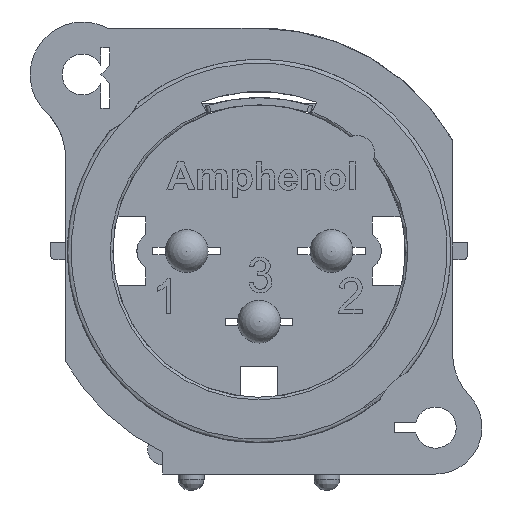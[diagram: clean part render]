
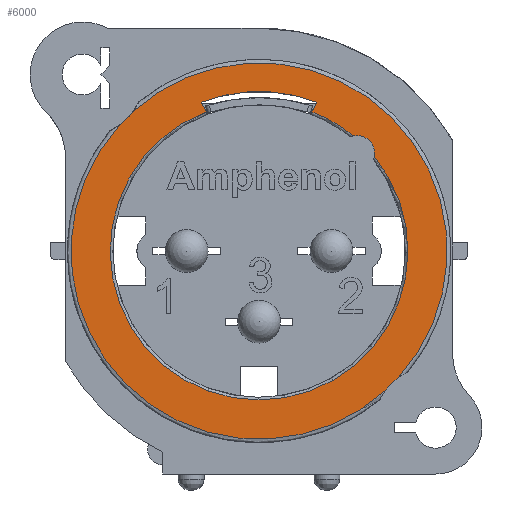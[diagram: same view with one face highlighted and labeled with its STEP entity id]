
A CAD part, left-side view. The second image highlights one B-rep face of the part: STEP entity #6000.
In plain terms, the highlighted planar face has unit normal (-1, 0, 0).
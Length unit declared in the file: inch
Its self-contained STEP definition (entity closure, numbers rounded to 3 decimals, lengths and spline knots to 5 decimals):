
#5823=CARTESIAN_POINT('',(-0.43699,0.11007,0.31821));
#5824=VERTEX_POINT('',#5823);
#5838=CARTESIAN_POINT('',(-0.43699,-0.26108,0.21911));
#5839=VERTEX_POINT('',#5838);
#5840=CARTESIAN_POINT('',(-0.43699,-0.00668,0.0109));
#5841=DIRECTION('',(-1.0,0.0,0.0));
#5842=DIRECTION('',(0.0,0.265,-0.964));
#5843=AXIS2_PLACEMENT_3D('',#5840,#5841,#5842);
#5844=CIRCLE('',#5843,0.32874);
#5845=EDGE_CURVE('',#5824,#5839,#5844,.T.);
#5872=CARTESIAN_POINT('',(-0.43699,-0.2149,0.26529));
#5873=VERTEX_POINT('',#5872);
#5874=CARTESIAN_POINT('',(-0.43699,-0.22243,0.22665));
#5875=DIRECTION('',(1.0,0.0,0.0));
#5876=DIRECTION('',(0.0,1.0,0.0));
#5877=AXIS2_PLACEMENT_3D('',#5874,#5875,#5876);
#5878=CIRCLE('',#5877,0.03937);
#5879=EDGE_CURVE('',#5873,#5839,#5878,.T.);
#5921=CARTESIAN_POINT('',(-0.43699,0.03179,0.0109));
#5922=DIRECTION('',(1.0,0.0,0.0));
#5923=DIRECTION('',(0.0,1.0,0.0));
#5924=AXIS2_PLACEMENT_3D('',#5921,#5922,#5923);
#5925=PLANE('',#5924);
#5926=CARTESIAN_POINT('',(-0.43699,-0.28596,-0.29655));
#5927=VERTEX_POINT('',#5926);
#5928=CARTESIAN_POINT('',(-0.43699,0.3018,0.28903));
#5929=VERTEX_POINT('',#5928);
#5930=CARTESIAN_POINT('',(-0.43699,-0.00668,0.0109));
#5931=DIRECTION('',(1.0,0.0,0.0));
#5932=DIRECTION('',(0.0,0.707,-0.708));
#5933=AXIS2_PLACEMENT_3D('',#5930,#5931,#5932);
#5934=CIRCLE('',#5933,0.41535);
#5935=EDGE_CURVE('',#5927,#5929,#5934,.T.);
#5936=ORIENTED_EDGE('',*,*,#5935,.F.);
#5937=CARTESIAN_POINT('',(-0.43699,-0.31414,-0.26836));
#5938=VERTEX_POINT('',#5937);
#5939=CARTESIAN_POINT('',(-0.43699,-0.39646,-0.37887));
#5940=DIRECTION('',(1.0,0.0,0.0));
#5941=DIRECTION('',(0.0,1.0,0.0));
#5942=AXIS2_PLACEMENT_3D('',#5939,#5940,#5941);
#5943=CIRCLE('',#5942,0.1378);
#5944=EDGE_CURVE('',#5927,#5938,#5943,.T.);
#5945=ORIENTED_EDGE('',*,*,#5944,.T.);
#5946=CARTESIAN_POINT('',(-0.43699,0.27135,0.31947));
#5947=VERTEX_POINT('',#5946);
#5948=CARTESIAN_POINT('',(-0.43699,-0.00668,0.0109));
#5949=DIRECTION('',(1.0,0.0,0.0));
#5950=DIRECTION('',(0.0,-0.708,0.706));
#5951=AXIS2_PLACEMENT_3D('',#5948,#5949,#5950);
#5952=CIRCLE('',#5951,0.41535);
#5953=EDGE_CURVE('',#5947,#5938,#5952,.T.);
#5954=ORIENTED_EDGE('',*,*,#5953,.F.);
#5955=CARTESIAN_POINT('',(-0.43699,0.3828,0.40051));
#5956=DIRECTION('',(1.0,0.0,0.0));
#5957=DIRECTION('',(0.0,1.0,0.0));
#5958=AXIS2_PLACEMENT_3D('',#5955,#5956,#5957);
#5959=CIRCLE('',#5958,0.1378);
#5960=EDGE_CURVE('',#5947,#5929,#5959,.T.);
#5961=ORIENTED_EDGE('',*,*,#5960,.T.);
#5962=EDGE_LOOP('',(#5936,#5945,#5954,#5961));
#5963=FACE_OUTER_BOUND('',#5962,.T.);
#5964=ORIENTED_EDGE('',*,*,#5845,.F.);
#5965=CARTESIAN_POINT('',(-0.43699,0.1208,0.33939));
#5966=VERTEX_POINT('',#5965);
#5967=CARTESIAN_POINT('',(-0.43699,0.11007,0.31821));
#5968=DIRECTION('',(0.0,0.452,0.892));
#5969=VECTOR('',#5968,0.02375);
#5970=LINE('',#5967,#5969);
#5971=EDGE_CURVE('',#5824,#5966,#5970,.T.);
#5972=ORIENTED_EDGE('',*,*,#5971,.T.);
#5973=CARTESIAN_POINT('',(-0.43699,-0.13416,0.33939));
#5974=VERTEX_POINT('',#5973);
#5975=CARTESIAN_POINT('',(-0.43699,-0.00668,0.0109));
#5976=DIRECTION('',(1.0,0.0,0.0));
#5977=DIRECTION('',(0.0,1.0,0.0));
#5978=AXIS2_PLACEMENT_3D('',#5975,#5976,#5977);
#5979=CIRCLE('',#5978,0.35236);
#5980=EDGE_CURVE('',#5966,#5974,#5979,.T.);
#5981=ORIENTED_EDGE('',*,*,#5980,.T.);
#5982=CARTESIAN_POINT('',(-0.43699,-0.12339,0.31822));
#5983=VERTEX_POINT('',#5982);
#5984=CARTESIAN_POINT('',(-0.43699,-0.13416,0.33939));
#5985=DIRECTION('',(0.0,0.453,-0.891));
#5986=VECTOR('',#5985,0.02375);
#5987=LINE('',#5984,#5986);
#5988=EDGE_CURVE('',#5974,#5983,#5987,.T.);
#5989=ORIENTED_EDGE('',*,*,#5988,.T.);
#5990=CARTESIAN_POINT('',(-0.43699,-0.00668,0.0109));
#5991=DIRECTION('',(-1.0,0.0,0.0));
#5992=DIRECTION('',(0.0,-0.494,0.869));
#5993=AXIS2_PLACEMENT_3D('',#5990,#5991,#5992);
#5994=CIRCLE('',#5993,0.32874);
#5995=EDGE_CURVE('',#5873,#5983,#5994,.T.);
#5996=ORIENTED_EDGE('',*,*,#5995,.F.);
#5997=ORIENTED_EDGE('',*,*,#5879,.T.);
#5998=EDGE_LOOP('',(#5964,#5972,#5981,#5989,#5996,#5997));
#5999=FACE_BOUND('',#5998,.T.);
#6000=ADVANCED_FACE('',(#5963,#5999),#5925,.F.);
